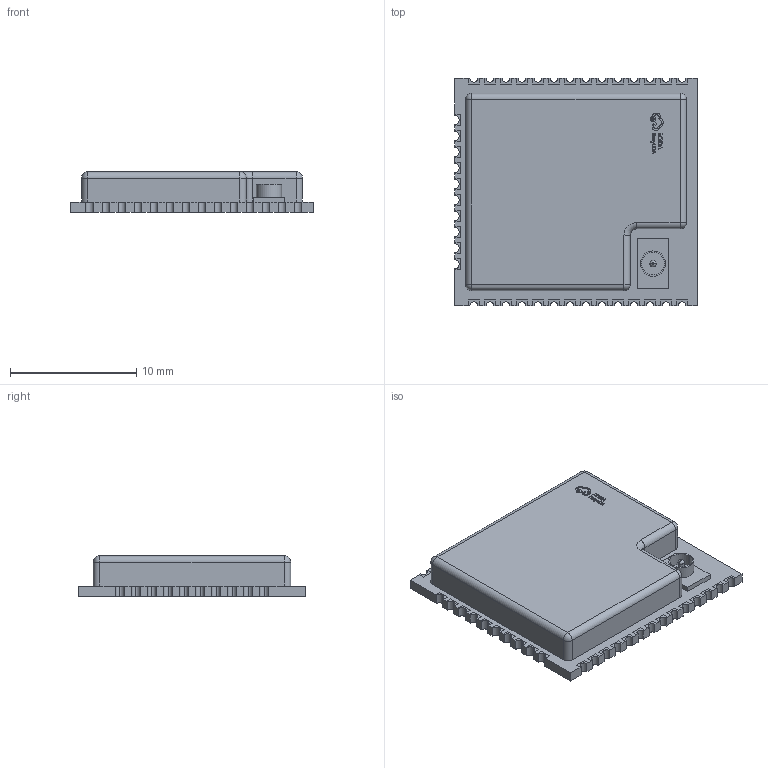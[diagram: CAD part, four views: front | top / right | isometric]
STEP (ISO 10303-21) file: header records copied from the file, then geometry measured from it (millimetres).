
FILE_DESCRIPTION (( 'STEP AP214' ), '1' );
FILE_NAME ('WIFIM-SMD_38P-L19.2-W18.0-H3.2-P1.27.step', '2022-07-15T04:54:16', ( '' ), ( '' ), 'SwSTEP 2.0', 'SolidWorks 2020', '' );
FILE_SCHEMA (( 'AUTOMOTIVE_DESIGN' ));
Length unit declared in the file: millimetre
Products named in the file (1): WIFIM-SMD_38P-L19.2-W18.0-H3.2-P1.27
Bounding box: 19.2 x 18 x 3.2 mm (x, y, z)
Volume: 877.6 mm3; surface area: 912 mm2
Topology: 14 solids, 14 shells, 448 faces, 1415 edges, 1003 vertices
Faces by surface type: plane 276, bspline 98, cylinder 66, sphere 5, torus 3
Entity records: 21500 total; most frequent: CARTESIAN_POINT 4364, ORIENTED_EDGE 2820, DIRECTION 2035, EDGE_CURVE 1410, VECTOR 1059, LINE 1059, VERTEX_POINT 1003, AXIS2_PLACEMENT_3D 488
